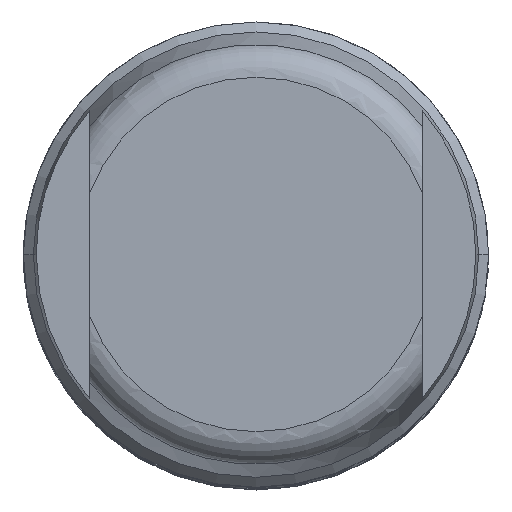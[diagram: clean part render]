
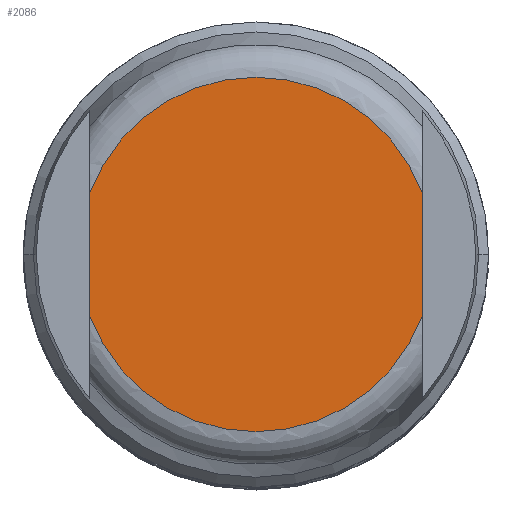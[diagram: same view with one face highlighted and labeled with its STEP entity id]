
A CAD part, top view. The second image highlights one B-rep face of the part: STEP entity #2086.
In plain terms, the highlighted planar face has unit normal (0, 0, 1).
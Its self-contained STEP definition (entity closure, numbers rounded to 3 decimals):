
#1952=AXIS2_PLACEMENT_3D('Circle Axis2P3D',#1950,#1951,$) ;
#2066=AXIS2_PLACEMENT_3D('Plane Axis2P3D',#2063,#2064,#2065) ;
#2070=AXIS2_PLACEMENT_3D('Circle Axis2P3D',#2068,#2069,$) ;
#1947=CARTESIAN_POINT('Vertex',(2.,8.852,50.31)) ;
#1950=CARTESIAN_POINT('Axis2P3D Location',(7.,7.,50.31)) ;
#1954=CARTESIAN_POINT('Vertex',(12.,8.852,50.31)) ;
#2044=CARTESIAN_POINT('Vertex',(2.,5.148,50.31)) ;
#2047=CARTESIAN_POINT('Line Origine',(2.,7.,50.31)) ;
#2063=CARTESIAN_POINT('Axis2P3D Location',(7.,7.,50.31)) ;
#2068=CARTESIAN_POINT('Axis2P3D Location',(7.,7.,50.31)) ;
#2072=CARTESIAN_POINT('Vertex',(12.,5.148,50.31)) ;
#2075=CARTESIAN_POINT('Line Origine',(12.,7.,50.31)) ;
#1951=DIRECTION('Axis2P3D Direction',(0.,0.,1.)) ;
#2048=DIRECTION('Vector Direction',(0.,-1.,0.)) ;
#2064=DIRECTION('Axis2P3D Direction',(0.,0.,1.)) ;
#2065=DIRECTION('Axis2P3D XDirection',(-1.,0.,0.)) ;
#2069=DIRECTION('Axis2P3D Direction',(0.,0.,1.)) ;
#2076=DIRECTION('Vector Direction',(0.,-1.,0.)) ;
#2049=VECTOR('Line Direction',#2048,1.) ;
#2077=VECTOR('Line Direction',#2076,1.) ;
#2081=ORIENTED_EDGE('',*,*,#2051,.T.) ;
#2082=ORIENTED_EDGE('',*,*,#2074,.T.) ;
#2083=ORIENTED_EDGE('',*,*,#2079,.F.) ;
#2084=ORIENTED_EDGE('',*,*,#1956,.T.) ;
#2086=ADVANCED_FACE('Hauptkoerper',(#2085),#2067,.T.) ;
#1953=CIRCLE('generated circle',#1952,5.332) ;
#2071=CIRCLE('generated circle',#2070,5.332) ;
#1956=EDGE_CURVE('',#1955,#1948,#1953,.T.) ;
#2051=EDGE_CURVE('',#1948,#2045,#2050,.T.) ;
#2074=EDGE_CURVE('',#2045,#2073,#2071,.T.) ;
#2079=EDGE_CURVE('',#1955,#2073,#2078,.T.) ;
#2080=EDGE_LOOP('',(#2081,#2082,#2083,#2084)) ;
#2085=FACE_OUTER_BOUND('',#2080,.T.) ;
#2050=LINE('Line',#2047,#2049) ;
#2078=LINE('Line',#2075,#2077) ;
#2067=PLANE('',#2066) ;
#1948=VERTEX_POINT('',#1947) ;
#1955=VERTEX_POINT('',#1954) ;
#2045=VERTEX_POINT('',#2044) ;
#2073=VERTEX_POINT('',#2072) ;
